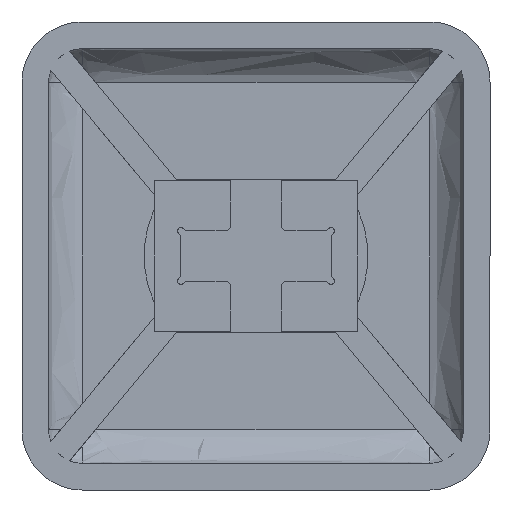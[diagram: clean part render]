
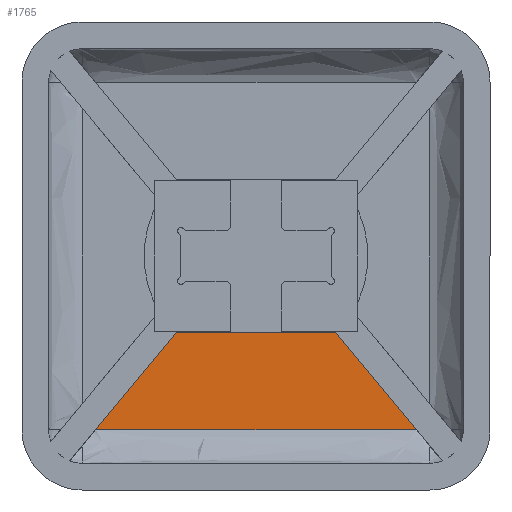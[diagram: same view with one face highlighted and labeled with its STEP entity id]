
A CAD part, front view. The second image highlights one B-rep face of the part: STEP entity #1765.
In plain terms, the highlighted planar face has unit normal (0, -1, 0).
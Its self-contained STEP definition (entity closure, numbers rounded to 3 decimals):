
#235 = DIRECTION ( 'NONE',  ( -0.639, 0., -0.769 ) ) ;
#417 = CARTESIAN_POINT ( 'NONE',  ( -4.8, 1.8, -5.2 ) ) ;
#519 = CARTESIAN_POINT ( 'NONE',  ( -5.599, 1.8, -6.163 ) ) ;
#543 = PLANE ( 'NONE',  #1929 ) ;
#545 = ORIENTED_EDGE ( 'NONE', *, *, #2629, .T. ) ;
#978 = VECTOR ( 'NONE', #1569, 1000. ) ;
#1016 = ORIENTED_EDGE ( 'NONE', *, *, #3284, .T. ) ;
#1018 = DIRECTION ( 'NONE',  ( 1., 0., 0. ) ) ;
#1279 = CARTESIAN_POINT ( 'NONE',  ( 2.382, 1.8, -2.289 ) ) ;
#1286 = B_SPLINE_CURVE_WITH_KNOTS ( 'NONE', 3,
 ( #1762, #3576, #2073, #3273 ),
 .UNSPECIFIED., .F., .F.,
 ( 4, 4 ),
 ( 0., 1. ),
 .UNSPECIFIED. ) ;
#1490 = VECTOR ( 'NONE', #235, 1000. ) ;
#1569 = DIRECTION ( 'NONE',  ( -0.639, 0., 0.769 ) ) ;
#1653 = ORIENTED_EDGE ( 'NONE', *, *, #2275, .F. ) ;
#1657 = VERTEX_POINT ( 'NONE', #417 ) ;
#1762 = CARTESIAN_POINT ( 'NONE',  ( -4.8, 1.8, -5.2 ) ) ;
#1765 = ADVANCED_FACE ( 'NONE', ( #3230 ), #543, .F. ) ;
#1929 = AXIS2_PLACEMENT_3D ( 'NONE', #3812, #3832, #2956 ) ;
#2005 = VECTOR ( 'NONE', #1018, 1000. ) ;
#2028 = CARTESIAN_POINT ( 'NONE',  ( 4.8, 1.8, -5.2 ) ) ;
#2060 = CARTESIAN_POINT ( 'NONE',  ( -2.382, 1.8, -2.289 ) ) ;
#2073 = CARTESIAN_POINT ( 'NONE',  ( 1.6, 1.8, -5.2 ) ) ;
#2083 = EDGE_CURVE ( 'NONE', #2116, #1657, #3807, .T. ) ;
#2116 = VERTEX_POINT ( 'NONE', #2060 ) ;
#2213 = LINE ( 'NONE', #2258, #2005 ) ;
#2258 = CARTESIAN_POINT ( 'NONE',  ( -2.446, 1.8, -2.289 ) ) ;
#2275 = EDGE_CURVE ( 'NONE', #2116, #3600, #2213, .T. ) ;
#2629 = EDGE_CURVE ( 'NONE', #1657, #3435, #1286, .T. ) ;
#2956 = DIRECTION ( 'NONE',  ( 0., 0., 1. ) ) ;
#3230 = FACE_OUTER_BOUND ( 'NONE', #3781, .T. ) ;
#3273 = CARTESIAN_POINT ( 'NONE',  ( 4.8, 1.8, -5.2 ) ) ;
#3284 = EDGE_CURVE ( 'NONE', #3435, #3600, #3446, .T. ) ;
#3435 = VERTEX_POINT ( 'NONE', #2028 ) ;
#3446 = LINE ( 'NONE', #3727, #978 ) ;
#3462 = ORIENTED_EDGE ( 'NONE', *, *, #2083, .T. ) ;
#3576 = CARTESIAN_POINT ( 'NONE',  ( -1.6, 1.8, -5.2 ) ) ;
#3600 = VERTEX_POINT ( 'NONE', #1279 ) ;
#3727 = CARTESIAN_POINT ( 'NONE',  ( 0.692, 1.8, -0.256 ) ) ;
#3781 = EDGE_LOOP ( 'NONE', ( #3462, #545, #1016, #1653 ) ) ;
#3807 = LINE ( 'NONE', #519, #1490 ) ;
#3812 = CARTESIAN_POINT ( 'NONE',  ( 5.2, 1.8, -5.2 ) ) ;
#3832 = DIRECTION ( 'NONE',  ( 0., 1., 0. ) ) ;
